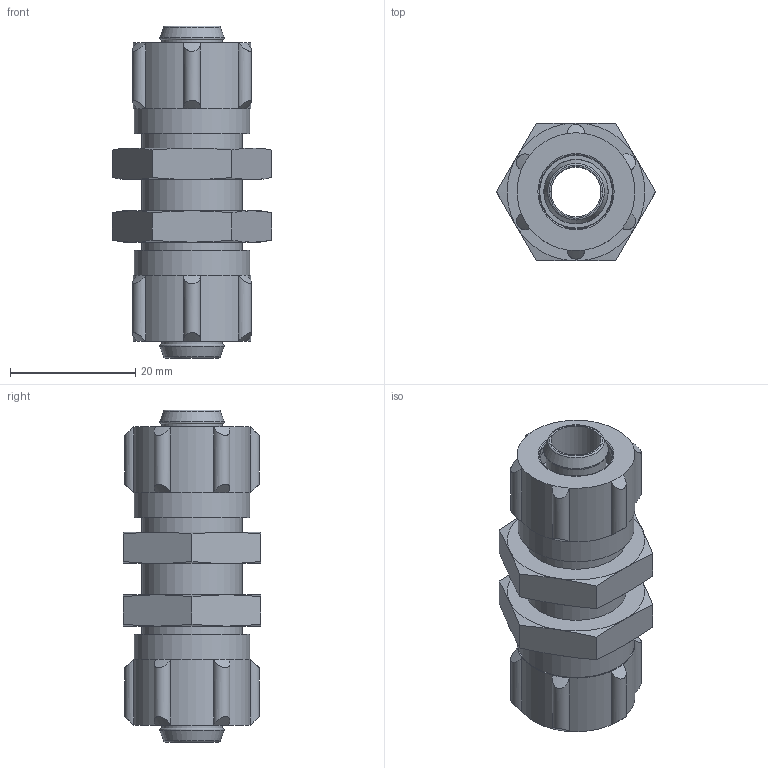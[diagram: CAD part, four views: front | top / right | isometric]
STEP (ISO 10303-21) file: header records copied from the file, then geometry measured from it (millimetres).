
FILE_DESCRIPTION(/* description */ ('STEP AP214'),/* implementation_level */ '2;1');
FILE_NAME(/* name */ '9423_SCK-PK-9',/* time_stamp */ '2024-09-14T23:22:20+02:00',/* author */ ('License CC BY-ND 4.0'),/* organization */ ('CADENAS'),/* preprocessor_version */ 'ST-DEVELOPER v19.3',/* originating_system */ 'PARTsolutions',/* authorisation */ ' ');
FILE_SCHEMA (('AUTOMOTIVE_DESIGN {1 0 10303 214 3 1 1}'));
Length unit declared in the file: millimetre
Products named in the file (4): 9423 SCK-PK-9; 9423 SCK-PK-9---(part); 2967 MCK-PK-9; 9423 M16x1
Assembly tree (5 placements, depth 2):
  9423 SCK-PK-9
    9423 SCK-PK-9---(part)
    2967 MCK-PK-9  x2
    9423 M16x1  x2
Bounding box: 25.4 x 22 x 53 mm (x, y, z)
Volume: 11800.4 mm3; surface area: 9862.9 mm2
Topology: 5 solids, 5 shells, 136 faces, 265 edges, 145 vertices
Faces by surface type: cone 62, cylinder 36, plane 28, torus 10
Full cylindrical faces by diameter (mm): 8 x1, 9.6 x2, 11.6 x2, 14.917 x4, 16 x1, 18.5 x2
Entity records: 2008 total; most frequent: CARTESIAN_POINT 455, DIRECTION 322, ORIENTED_EDGE 246, AXIS2_PLACEMENT_3D 152, EDGE_CURVE 123, EDGE_LOOP 112, FACE_BOUND 112, VERTEX_POINT 81
